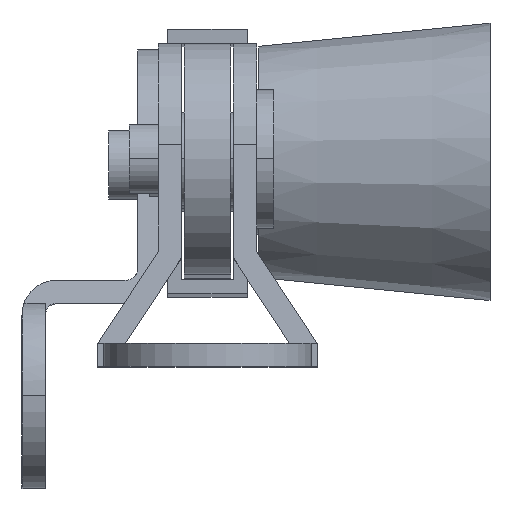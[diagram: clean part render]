
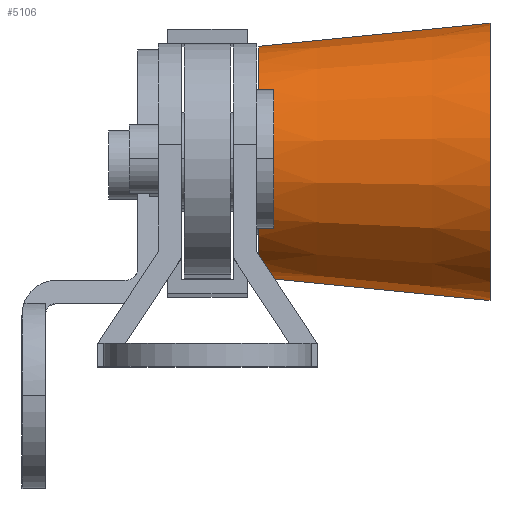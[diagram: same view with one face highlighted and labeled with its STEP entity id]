
A CAD part, top view. The second image highlights one B-rep face of the part: STEP entity #5106.
In plain terms, the highlighted conical face has half-angle 5.711 degrees and reference radius 10 mm.
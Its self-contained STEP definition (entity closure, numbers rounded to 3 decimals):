
#153 = CARTESIAN_POINT ( 'NONE',  ( 0., -7.5, -10. ) ) ;
#154 = DIRECTION ( 'NONE',  ( 0., 0.995, -0.1 ) ) ;
#161 = CARTESIAN_POINT ( 'NONE',  ( 0., -7.5, 10. ) ) ;
#162 = DIRECTION ( 'NONE',  ( 0., 0.995, 0.1 ) ) ;
#163 = CARTESIAN_POINT ( 'NONE',  ( 0., 12.5, 0. ) ) ;
#164 = DIRECTION ( 'NONE',  ( 0., 1., 0. ) ) ;
#165 = DIRECTION ( 'NONE',  ( 0., 0., 1. ) ) ;
#166 = CARTESIAN_POINT ( 'NONE',  ( 0., -7.5, 0. ) ) ;
#167 = DIRECTION ( 'NONE',  ( 0., 1., 0. ) ) ;
#168 = DIRECTION ( 'NONE',  ( 0., 0., 1. ) ) ;
#430 = VECTOR ( 'NONE', #162, 1000. ) ;
#445 = AXIS2_PLACEMENT_3D ( 'NONE', #166, #167, #168 ) ;
#539 = CIRCLE ( 'NONE', #549, 12. ) ;
#549 = AXIS2_PLACEMENT_3D ( 'NONE', #163, #164, #165 ) ;
#615 = VECTOR ( 'NONE', #154, 1000. ) ;
#658 = CIRCLE ( 'NONE', #445, 10. ) ;
#2458 = ORIENTED_EDGE ( 'NONE', *, *, #3381, .F. ) ;
#2460 = ORIENTED_EDGE ( 'NONE', *, *, #3780, .T. ) ;
#2461 = ORIENTED_EDGE ( 'NONE', *, *, #3782, .T. ) ;
#2463 = ORIENTED_EDGE ( 'NONE', *, *, #3781, .F. ) ;
#2765 = CARTESIAN_POINT ( 'NONE',  ( 0., -7.5, 10. ) ) ;
#2766 = CARTESIAN_POINT ( 'NONE',  ( 0., -7.5, -10. ) ) ;
#2767 = CARTESIAN_POINT ( 'NONE',  ( 0., 12.5, -12. ) ) ;
#2768 = CARTESIAN_POINT ( 'NONE',  ( 0., 12.5, 12. ) ) ;
#3230 = CONICAL_SURFACE ( 'NONE', #3266, 10., 0.1 ) ;
#3266 = AXIS2_PLACEMENT_3D ( 'NONE', #4019, #4020, #4021 ) ;
#3381 = EDGE_CURVE ( 'NONE', #5002, #5003, #5519, .T. ) ;
#3780 = EDGE_CURVE ( 'NONE', #5001, #5004, #5520, .T. ) ;
#3781 = EDGE_CURVE ( 'NONE', #5003, #5004, #539, .T. ) ;
#3782 = EDGE_CURVE ( 'NONE', #5002, #5001, #658, .T. ) ;
#4019 = CARTESIAN_POINT ( 'NONE',  ( 0., -7.5, 0. ) ) ;
#4020 = DIRECTION ( 'NONE',  ( 0., 1., 0. ) ) ;
#4021 = DIRECTION ( 'NONE',  ( 0., 0., 1. ) ) ;
#4796 = EDGE_LOOP ( 'NONE', ( #2458, #2461, #2460, #2463 ) ) ;
#5001 = VERTEX_POINT ( 'NONE', #2765 ) ;
#5002 = VERTEX_POINT ( 'NONE', #2766 ) ;
#5003 = VERTEX_POINT ( 'NONE', #2767 ) ;
#5004 = VERTEX_POINT ( 'NONE', #2768 ) ;
#5106 = ADVANCED_FACE ( 'NONE', ( #5758 ), #3230, .T. ) ;
#5519 = LINE ( 'NONE', #153, #615 ) ;
#5520 = LINE ( 'NONE', #161, #430 ) ;
#5758 = FACE_OUTER_BOUND ( 'NONE', #4796, .T. ) ;
